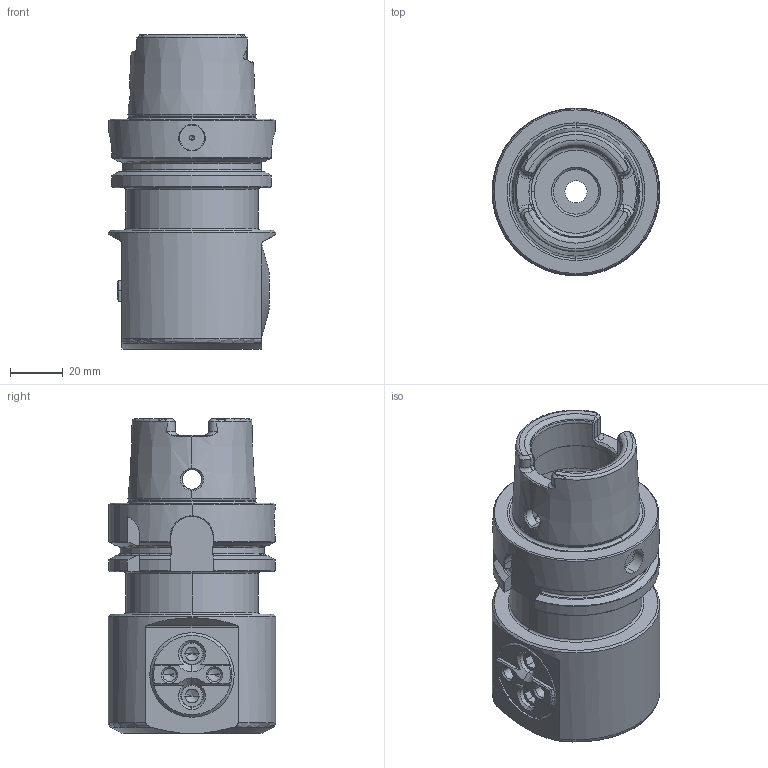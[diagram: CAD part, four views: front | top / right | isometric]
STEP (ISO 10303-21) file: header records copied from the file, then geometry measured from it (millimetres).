
FILE_DESCRIPTION(('no description'),'unknown implementation level');
FILE_NAME('6807BF33-DDC8-4E2E-B87E-C36FA3B168E1_export.stp',' ',('CIMSOURCE GmbH'),('CADClick - KiM GmbH - www.kimweb.de'),'unknown preprocess','ACIS','unknown authorization');
FILE_SCHEMA(('automotive_design'));
Length unit declared in the file: millimetre
Products named in the file (8): 112.123 Kaiser EWN 2-50XL X HSK-A63|195.029 Kaiser Werkzeugk�rper EWN2-50 XL x HSK-A63_Standard;NONE; 112.123 Kaiser EWN 2-50XL X HSK-A63|112.040 Kaiser Zustelleinheit EWN 2-50 (XL)_Standard|112.156 Kaiser RTL �8,4 X 8,5_Standard;NONE; 112.123 Kaiser EWN 2-50XL X HSK-A63|112.040 Kaiser Zustelleinheit EWN 2-50 (XL)_Standard|690.595 Kaiser ETL M10 X 10D_DIN 913 - M10x10;NONE; 112.123 Kaiser EWN 2-50XL X HSK-A63|112.040 Kaiser Zustelleinheit EWN 2-50 (XL)_Standard|690.417 Kaiser ETL M4 X 4D_Standard;NONE; 112.123 Kaiser EWN 2-50XL X HSK-A63|112.040 Kaiser Zustelleinheit EWN 2-50 (XL)_Standard|691.374 Kaiser RTL �2,5 X 22K_Standard;NONE; 112.123 Kaiser EWN 2-50XL X HSK-A63|112.040 Kaiser Zustelleinheit EWN 2-50 (XL)_Standard|112.040 Kaiser Zustelleinheit EWN 2-50 (XL)_Standard;NONE
Bounding box: 63.5 x 63.5 x 118.9 mm (x, y, z)
Volume: 223865.1 mm3; surface area: 53030.4 mm2
Topology: 8 solids, 8 shells, 446 faces, 1125 edges, 688 vertices
Faces by surface type: plane 149, cone 126, cylinder 107, torus 36, bspline 28
Entity records: 30844 total; most frequent: CARTESIAN_POINT 7897, STYLED_ITEM 2251, PRESENTATION_STYLE_ASSIGNMENT 2251, COLOUR_RGB 2251, ORIENTED_EDGE 2218, DIRECTION 2049, EDGE_CURVE 1109, CURVE_STYLE 1109
